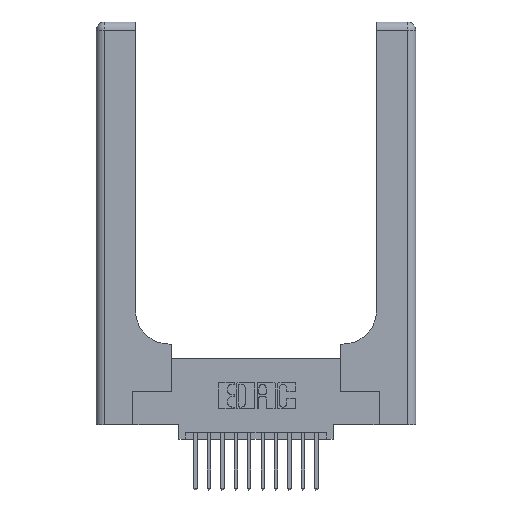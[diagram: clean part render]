
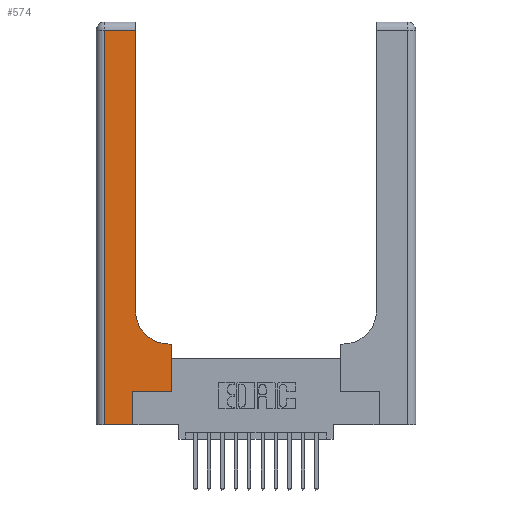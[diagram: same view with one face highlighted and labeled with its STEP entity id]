
A CAD part, top view. The second image highlights one B-rep face of the part: STEP entity #574.
In plain terms, the highlighted planar face has unit normal (0, 0, 1).
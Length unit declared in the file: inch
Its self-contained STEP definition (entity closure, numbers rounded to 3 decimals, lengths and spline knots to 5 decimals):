
#86 = LINE ( 'NONE', #1328, #9362 ) ;
#316 = VECTOR ( 'NONE', #12154, 39.37008 ) ;
#540 = VERTEX_POINT ( 'NONE', #15602 ) ;
#574 = ADVANCED_FACE ( 'NONE', ( #7523 ), #8448, .F. ) ;
#1159 = DIRECTION ( 'NONE',  ( 1., 0., 0. ) ) ;
#1328 = CARTESIAN_POINT ( 'NONE',  ( 0., 0., 0.37 ) ) ;
#1578 = EDGE_CURVE ( 'NONE', #7899, #9299, #86, .T. ) ;
#1601 = CARTESIAN_POINT ( 'NONE',  ( 0., 3., 0.37 ) ) ;
#1612 = ORIENTED_EDGE ( 'NONE', *, *, #1632, .T. ) ;
#1632 = EDGE_CURVE ( 'NONE', #4024, #7899, #13398, .T. ) ;
#1669 = DIRECTION ( 'NONE',  ( 0., 0., -1. ) ) ;
#3063 = LINE ( 'NONE', #9815, #13441 ) ;
#3290 = CARTESIAN_POINT ( 'NONE',  ( 0.06, 2.94, 0.37 ) ) ;
#3325 = VERTEX_POINT ( 'NONE', #6111 ) ;
#3877 = ORIENTED_EDGE ( 'NONE', *, *, #1578, .T. ) ;
#3921 = DIRECTION ( 'NONE',  ( 1., 0., 0. ) ) ;
#3984 = CARTESIAN_POINT ( 'NONE',  ( 0.5415, 0.6, 0.37 ) ) ;
#4024 = VERTEX_POINT ( 'NONE', #3290 ) ;
#4106 = CARTESIAN_POINT ( 'NONE',  ( 0.5415, 0.85, 0.37 ) ) ;
#4333 = VECTOR ( 'NONE', #10022, 39.37008 ) ;
#5076 = LINE ( 'NONE', #7953, #5941 ) ;
#5269 = VERTEX_POINT ( 'NONE', #16556 ) ;
#5316 = CARTESIAN_POINT ( 'NONE',  ( 0.2915, 0.85, 0.37 ) ) ;
#5488 = ORIENTED_EDGE ( 'NONE', *, *, #8247, .T. ) ;
#5743 = DIRECTION ( 'NONE',  ( 0., 1., 0. ) ) ;
#5941 = VECTOR ( 'NONE', #5743, 39.37008 ) ;
#6111 = CARTESIAN_POINT ( 'NONE',  ( 0.5585, 0.6, 0.37 ) ) ;
#6211 = VECTOR ( 'NONE', #7468, 39.37008 ) ;
#6474 = VECTOR ( 'NONE', #7242, 39.37008 ) ;
#6607 = VECTOR ( 'NONE', #9193, 39.37008 ) ;
#6644 = DIRECTION ( 'NONE',  ( 0., 0., -1. ) ) ;
#6890 = VERTEX_POINT ( 'NONE', #5316 ) ;
#7012 = CARTESIAN_POINT ( 'NONE',  ( 0.269, 0., 0.37 ) ) ;
#7242 = DIRECTION ( 'NONE',  ( -1., 0., 0. ) ) ;
#7284 = LINE ( 'NONE', #7310, #4333 ) ;
#7310 = CARTESIAN_POINT ( 'NONE',  ( 0.2915, 0.6, 0.37 ) ) ;
#7385 = CIRCLE ( 'NONE', #9465, 0.25 ) ;
#7468 = DIRECTION ( 'NONE',  ( 0., 1., 0. ) ) ;
#7523 = FACE_OUTER_BOUND ( 'NONE', #16464, .T. ) ;
#7899 = VERTEX_POINT ( 'NONE', #13244 ) ;
#7953 = CARTESIAN_POINT ( 'NONE',  ( 0.5585, 0.25, 0.37 ) ) ;
#8128 = CARTESIAN_POINT ( 'NONE',  ( 0.269, 0., 0.37 ) ) ;
#8247 = EDGE_CURVE ( 'NONE', #5269, #4024, #13456, .T. ) ;
#8448 = PLANE ( 'NONE',  #8595 ) ;
#8595 = AXIS2_PLACEMENT_3D ( 'NONE', #1601, #1669, #14951 ) ;
#8761 = CARTESIAN_POINT ( 'NONE',  ( 0.2915, 3., 0.37 ) ) ;
#9094 = EDGE_CURVE ( 'NONE', #3325, #11227, #7284, .T. ) ;
#9151 = CARTESIAN_POINT ( 'NONE',  ( 0.5585, 0.25, 0.37 ) ) ;
#9193 = DIRECTION ( 'NONE',  ( 0., -1., 0. ) ) ;
#9299 = VERTEX_POINT ( 'NONE', #7012 ) ;
#9362 = VECTOR ( 'NONE', #3921, 39.37008 ) ;
#9465 = AXIS2_PLACEMENT_3D ( 'NONE', #4106, #6644, #1159 ) ;
#9470 = CARTESIAN_POINT ( 'NONE',  ( 0., 2.94, 0.37 ) ) ;
#9775 = LINE ( 'NONE', #8761, #6211 ) ;
#9815 = CARTESIAN_POINT ( 'NONE',  ( 0.269, 0.25, 0.37 ) ) ;
#10022 = DIRECTION ( 'NONE',  ( -1., 0., 0. ) ) ;
#11126 = DIRECTION ( 'NONE',  ( 1., 0., 0. ) ) ;
#11227 = VERTEX_POINT ( 'NONE', #3984 ) ;
#11901 = EDGE_CURVE ( 'NONE', #16685, #3325, #5076, .T. ) ;
#12154 = DIRECTION ( 'NONE',  ( 0., 1., 0. ) ) ;
#12283 = EDGE_CURVE ( 'NONE', #11227, #6890, #7385, .T. ) ;
#12304 = ORIENTED_EDGE ( 'NONE', *, *, #12283, .T. ) ;
#12389 = ORIENTED_EDGE ( 'NONE', *, *, #11901, .T. ) ;
#13244 = CARTESIAN_POINT ( 'NONE',  ( 0.06, 0., 0.37 ) ) ;
#13398 = LINE ( 'NONE', #17300, #6607 ) ;
#13441 = VECTOR ( 'NONE', #11126, 39.37008 ) ;
#13456 = LINE ( 'NONE', #9470, #6474 ) ;
#13678 = ORIENTED_EDGE ( 'NONE', *, *, #16403, .T. ) ;
#14553 = EDGE_CURVE ( 'NONE', #540, #16685, #3063, .T. ) ;
#14951 = DIRECTION ( 'NONE',  ( -1., 0., 0. ) ) ;
#15425 = ORIENTED_EDGE ( 'NONE', *, *, #14553, .T. ) ;
#15527 = LINE ( 'NONE', #8128, #316 ) ;
#15602 = CARTESIAN_POINT ( 'NONE',  ( 0.269, 0.25, 0.37 ) ) ;
#15632 = EDGE_CURVE ( 'NONE', #9299, #540, #15527, .T. ) ;
#15869 = ORIENTED_EDGE ( 'NONE', *, *, #9094, .T. ) ;
#16403 = EDGE_CURVE ( 'NONE', #6890, #5269, #9775, .T. ) ;
#16464 = EDGE_LOOP ( 'NONE', ( #13678, #5488, #1612, #3877, #17445, #15425, #12389, #15869, #12304 ) ) ;
#16556 = CARTESIAN_POINT ( 'NONE',  ( 0.2915, 2.94, 0.37 ) ) ;
#16685 = VERTEX_POINT ( 'NONE', #9151 ) ;
#17300 = CARTESIAN_POINT ( 'NONE',  ( 0.06, 3., 0.37 ) ) ;
#17445 = ORIENTED_EDGE ( 'NONE', *, *, #15632, .T. ) ;
